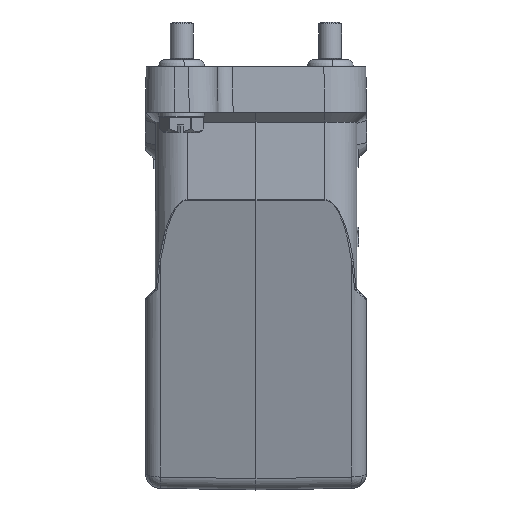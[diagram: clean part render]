
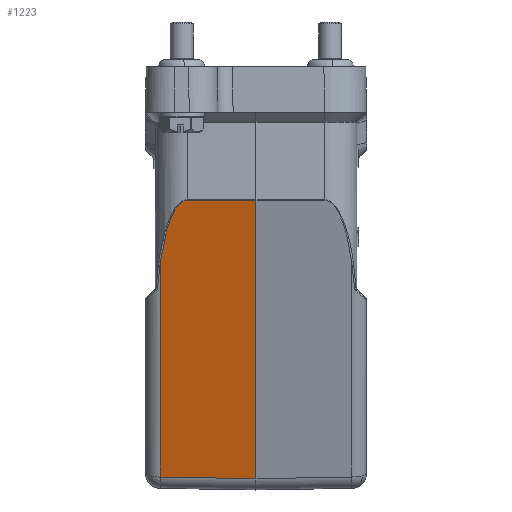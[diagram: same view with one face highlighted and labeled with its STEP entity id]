
A CAD part, left-side view. The second image highlights one B-rep face of the part: STEP entity #1223.
In plain terms, the highlighted planar face has unit normal (-0.966, 0.018, -0.259).
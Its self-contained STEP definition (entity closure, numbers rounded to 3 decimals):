
#482=B_SPLINE_CURVE_WITH_KNOTS('',3,(#17529,#17530,#17531,#17532,#17533,
#17534,#17535,#17536,#17537,#17538,#17539,#17540,#17541,#17542,#17543,#17544,
#17545,#17546,#17547,#17548),.UNSPECIFIED.,.F.,.F.,(4,2,2,2,2,2,2,2,2,4),
(0.,0.25,0.5,0.625,0.75,0.813,0.875,0.938,0.969,1.),.UNSPECIFIED.);
#1223=ADVANCED_FACE('NONE',(#1983),#1530,.F.);
#1530=PLANE('',#9596);
#1983=FACE_OUTER_BOUND('',#2540,.T.);
#2540=EDGE_LOOP('',(#6033,#6034,#6035,#6036,#6037));
#3220=LINE('',#17682,#3901);
#3257=LINE('',#18244,#3938);
#3258=LINE('',#18246,#3939);
#3259=LINE('',#18247,#3940);
#3901=VECTOR('',#11417,1.);
#3938=VECTOR('',#11524,1.);
#3939=VECTOR('',#11525,1.);
#3940=VECTOR('',#11526,1.);
#6033=ORIENTED_EDGE('',*,*,#8562,.F.);
#6034=ORIENTED_EDGE('',*,*,#8563,.F.);
#6035=ORIENTED_EDGE('',*,*,#8493,.F.);
#6036=ORIENTED_EDGE('',*,*,#8488,.F.);
#6037=ORIENTED_EDGE('',*,*,#8564,.F.);
#6699=VERTEX_POINT('',#12112);
#7321=VERTEX_POINT('',#17523);
#7322=VERTEX_POINT('',#17528);
#7325=VERTEX_POINT('',#17683);
#7363=VERTEX_POINT('',#18245);
#8488=EDGE_CURVE('NONE',#7322,#7321,#482,.T.);
#8493=EDGE_CURVE('NONE',#7321,#7325,#3220,.T.);
#8562=EDGE_CURVE('NONE',#7363,#6699,#3257,.T.);
#8563=EDGE_CURVE('NONE',#7325,#7363,#3258,.T.);
#8564=EDGE_CURVE('NONE',#6699,#7322,#3259,.T.);
#9596=AXIS2_PLACEMENT_3D('',#18248,#11527,#11528);
#11417=DIRECTION('',(-0.017,-1.,-0.002));
#11524=DIRECTION('',(0.013,1.,0.017));
#11525=DIRECTION('',(0.259,0.,-0.966));
#11526=DIRECTION('',(-0.259,0.,0.966));
#11527=DIRECTION('',(0.966,-0.017,0.259));
#11528=DIRECTION('',(0.259,0.,-0.966));
#12112=CARTESIAN_POINT('',(-55.094,25.07,-95.598));
#17523=CARTESIAN_POINT('',(-74.668,18.048,-23.022));
#17528=CARTESIAN_POINT('',(-70.235,25.07,-39.091));
#17529=CARTESIAN_POINT('',(-70.235,25.07,-39.091));
#17530=CARTESIAN_POINT('',(-70.646,24.866,-37.573));
#17531=CARTESIAN_POINT('',(-71.055,24.619,-36.062));
#17532=CARTESIAN_POINT('',(-71.87,24.009,-33.061));
#17533=CARTESIAN_POINT('',(-72.276,23.647,-31.571));
#17534=CARTESIAN_POINT('',(-72.876,22.965,-29.377));
#17535=CARTESIAN_POINT('',(-73.075,22.714,-28.653));
#17536=CARTESIAN_POINT('',(-73.466,22.142,-27.232));
#17537=CARTESIAN_POINT('',(-73.659,21.823,-26.533));
#17538=CARTESIAN_POINT('',(-73.938,21.258,-25.531));
#17539=CARTESIAN_POINT('',(-74.029,21.054,-25.205));
#17540=CARTESIAN_POINT('',(-74.204,20.607,-24.58));
#17541=CARTESIAN_POINT('',(-74.289,20.363,-24.281));
#17542=CARTESIAN_POINT('',(-74.444,19.815,-23.739));
#17543=CARTESIAN_POINT('',(-74.515,19.511,-23.494));
#17544=CARTESIAN_POINT('',(-74.597,18.996,-23.223));
#17545=CARTESIAN_POINT('',(-74.62,18.814,-23.149));
#17546=CARTESIAN_POINT('',(-74.654,18.439,-23.048));
#17547=CARTESIAN_POINT('',(-74.665,18.244,-23.022));
#17548=CARTESIAN_POINT('',(-74.668,18.048,-23.022));
#17682=CARTESIAN_POINT('',(-74.662,18.396,-23.021));
#17683=CARTESIAN_POINT('',(-74.983,0.,-23.064));
#18244=CARTESIAN_POINT('',(-55.43,0.,-96.036));
#18245=CARTESIAN_POINT('',(-55.43,0.,-96.036));
#18246=CARTESIAN_POINT('',(-54.636,0.,-99.));
#18247=CARTESIAN_POINT('',(-54.213,25.07,-98.887));
#18248=CARTESIAN_POINT('',(-54.636,0.,-99.));
